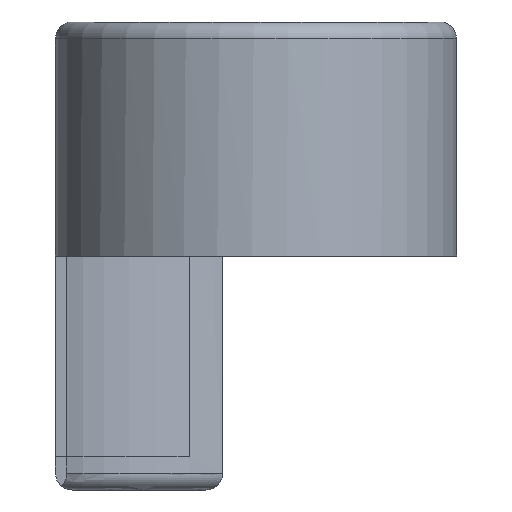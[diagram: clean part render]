
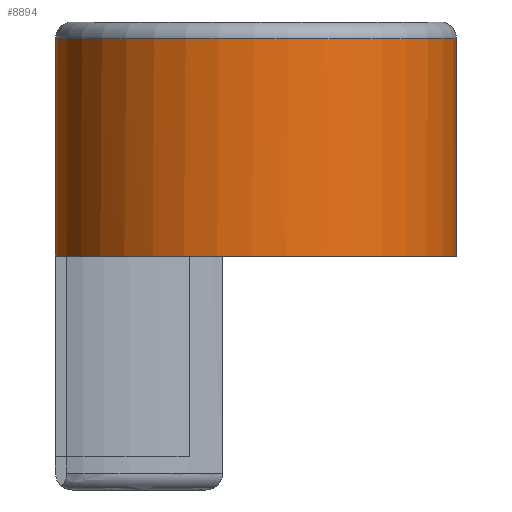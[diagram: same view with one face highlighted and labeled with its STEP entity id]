
A CAD part, left-side view. The second image highlights one B-rep face of the part: STEP entity #8894.
In plain terms, the highlighted cylindrical face has radius 6 mm (diameter 12 mm), a partial arc.
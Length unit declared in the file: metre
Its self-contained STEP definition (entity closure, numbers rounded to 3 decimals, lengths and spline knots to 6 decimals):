
#647=CYLINDRICAL_SURFACE('',#9483,0.006);
#895=LINE('',#12623,#1715);
#896=LINE('',#12628,#1716);
#897=LINE('',#12632,#1717);
#1715=VECTOR('',#10198,1.);
#1716=VECTOR('',#10201,1.);
#1717=VECTOR('',#10204,1.);
#2782=ORIENTED_EDGE('',*,*,#5487,.T.);
#2783=ORIENTED_EDGE('',*,*,#5488,.T.);
#2784=ORIENTED_EDGE('',*,*,#5489,.F.);
#2785=ORIENTED_EDGE('',*,*,#5490,.F.);
#2786=ORIENTED_EDGE('',*,*,#5491,.F.);
#2787=ORIENTED_EDGE('',*,*,#5492,.T.);
#5487=EDGE_CURVE('',#6848,#6849,#895,.T.);
#5488=EDGE_CURVE('',#6849,#6850,#7455,.F.);
#5489=EDGE_CURVE('',#6851,#6850,#896,.T.);
#5490=EDGE_CURVE('',#6852,#6851,#7456,.T.);
#5491=EDGE_CURVE('',#6853,#6852,#897,.T.);
#5492=EDGE_CURVE('',#6853,#6848,#7457,.T.);
#6848=VERTEX_POINT('',#12624);
#6849=VERTEX_POINT('',#12625);
#6850=VERTEX_POINT('',#12627);
#6851=VERTEX_POINT('',#12629);
#6852=VERTEX_POINT('',#12631);
#6853=VERTEX_POINT('',#12633);
#7455=CIRCLE('',#9484,0.006);
#7456=CIRCLE('',#9485,0.006);
#7457=CIRCLE('',#9486,0.006);
#7586=EDGE_LOOP('',(#2782,#2783,#2784,#2785,#2786,#2787));
#8140=FACE_BOUND('',#7586,.T.);
#8894=ADVANCED_FACE('',(#8140),#647,.T.);
#9483=AXIS2_PLACEMENT_3D('',#12622,#10196,#10197);
#9484=AXIS2_PLACEMENT_3D('',#12626,#10199,#10200);
#9485=AXIS2_PLACEMENT_3D('',#12630,#10202,#10203);
#9486=AXIS2_PLACEMENT_3D('',#12634,#10205,#10206);
#10196=DIRECTION('',(0.,0.,1.));
#10197=DIRECTION('',(1.,0.,0.));
#10198=DIRECTION('',(0.,0.,1.));
#10199=DIRECTION('',(0.,0.,1.));
#10200=DIRECTION('',(1.,0.,0.));
#10201=DIRECTION('',(0.,0.,1.));
#10202=DIRECTION('',(0.,0.,1.));
#10203=DIRECTION('',(1.,0.,0.));
#10204=DIRECTION('',(0.,0.,1.));
#10205=DIRECTION('',(0.,0.,1.));
#10206=DIRECTION('',(1.,0.,0.));
#12622=CARTESIAN_POINT('',(-0.027261,-0.014994,0.006));
#12623=CARTESIAN_POINT('',(-0.022785,-0.01899,0.005998));
#12624=CARTESIAN_POINT('',(-0.022785,-0.01899,0.006));
#12625=CARTESIAN_POINT('',(-0.022785,-0.01899,0.0125));
#12626=CARTESIAN_POINT('',(-0.027261,-0.014994,0.0125));
#12627=CARTESIAN_POINT('',(-0.027261,-0.008994,0.0125));
#12628=CARTESIAN_POINT('',(-0.027261,-0.008994,0.012));
#12629=CARTESIAN_POINT('',(-0.027261,-0.008994,0.012));
#12630=CARTESIAN_POINT('',(-0.027261,-0.014994,0.012));
#12631=CARTESIAN_POINT('',(-0.021604,-0.012994,0.012));
#12632=CARTESIAN_POINT('',(-0.021604,-0.012994,0.006));
#12633=CARTESIAN_POINT('',(-0.021604,-0.012994,0.006));
#12634=CARTESIAN_POINT('',(-0.027261,-0.014994,0.006));
